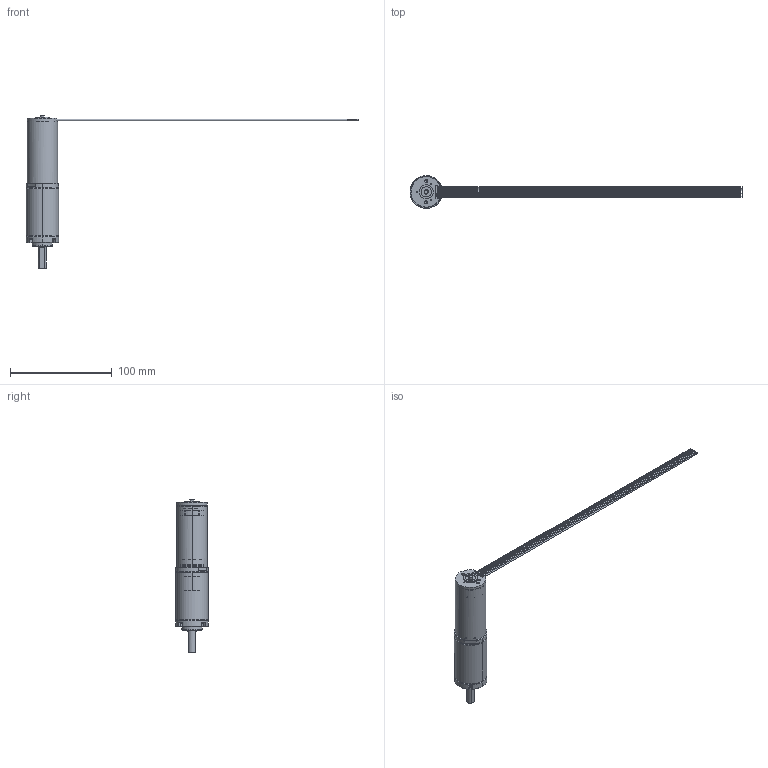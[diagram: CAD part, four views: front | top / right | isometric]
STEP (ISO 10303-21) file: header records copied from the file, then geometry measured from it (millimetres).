
FILE_DESCRIPTION((''),'2;1');
FILE_NAME('4611180000479_SW0001','2023-05-04T14:25:38',('TQ01056'),(''),'CREO PARAMETRIC BY PTC INC, 2018100','CREO PARAMETRIC BY PTC INC, 2018100','');
FILE_SCHEMA(('CONFIG_CONTROL_DESIGN'));
Length unit declared in the file: millimetre
Products named in the file (1): 4611180000479_SW0001
Bounding box: 326.6 x 32 x 150.3 mm (x, y, z)
Volume: 51708.9 mm3; surface area: 40665.6 mm2
Topology: 2 solids, 4 shells, 611 faces, 1571 edges, 976 vertices
Faces by surface type: cylinder 239, plane 221, cone 80, torus 53, bspline 18
Entity records: 21248 total; most frequent: CARTESIAN_POINT 6152, DIRECTION 3302, ORIENTED_EDGE 3090, EDGE_CURVE 1545, AXIS2_PLACEMENT_3D 1312, VERTEX_POINT 976, CIRCLE 719, EDGE_LOOP 691
